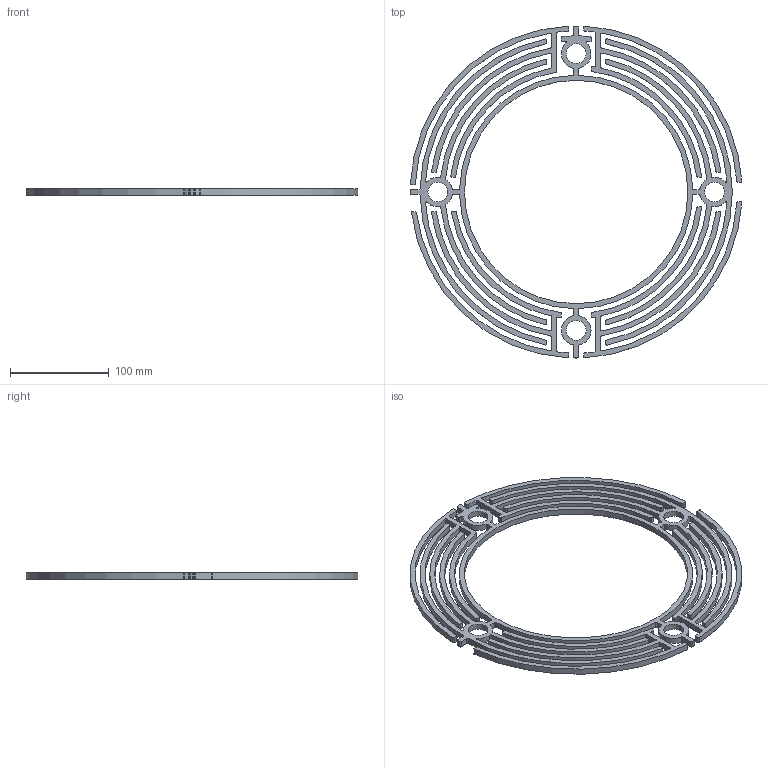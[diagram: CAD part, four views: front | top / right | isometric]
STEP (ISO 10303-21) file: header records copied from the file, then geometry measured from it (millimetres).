
FILE_DESCRIPTION (( 'STEP AP214' ), '1' );
FILE_NAME ('D060189_ERM_Electrostatic Drive Pattern-v3.STEP', '2009-10-12T18:03:54', ( 'ctorrie' ), ( 'Caltech' ), 'SwSTEP 2.0', 'SolidWorks 2009', '' );
FILE_SCHEMA (( 'AUTOMOTIVE_DESIGN' ));
Length unit declared in the file: millimetre
Products named in the file (1): D060189_ERM_Electrostatic Drive Pattern-v3
Bounding box: 335.64 x 336 x 6.35 mm (x, y, z)
Volume: 163389.7 mm3; surface area: 116101.2 mm2
Topology: 5 solids, 5 shells, 278 faces, 804 edges, 536 vertices
Faces by surface type: cylinder 213, plane 65
Entity records: 9464 total; most frequent: DIRECTION 1788, CARTESIAN_POINT 1619, ORIENTED_EDGE 1608, EDGE_CURVE 804, AXIS2_PLACEMENT_3D 705, VERTEX_POINT 536, CIRCLE 426, LINE 378
